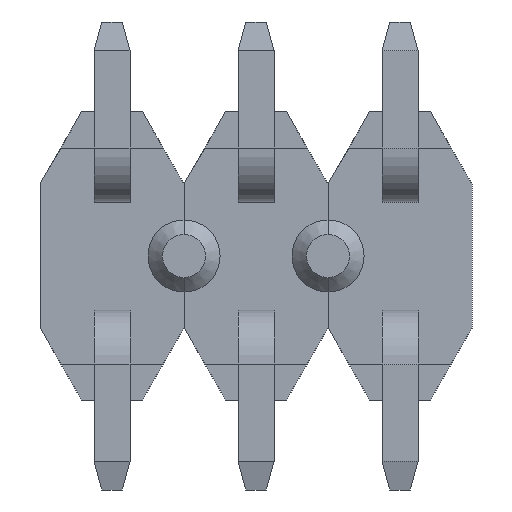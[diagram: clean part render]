
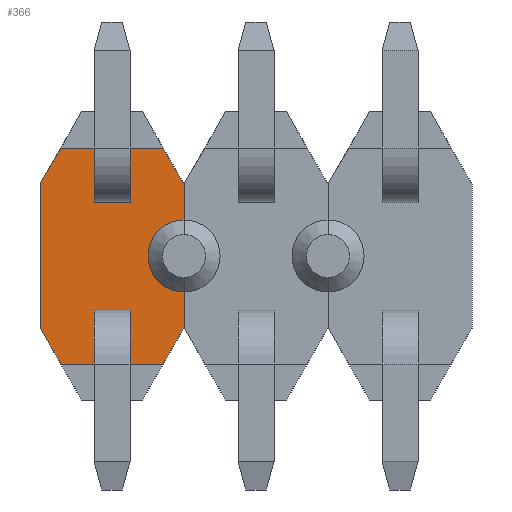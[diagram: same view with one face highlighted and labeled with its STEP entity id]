
A CAD part, front view. The second image highlights one B-rep face of the part: STEP entity #366.
In plain terms, the highlighted planar face has unit normal (0, -1, 0).
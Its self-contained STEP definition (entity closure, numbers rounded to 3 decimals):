
#3 = DIRECTION ( 'NONE',  ( 0., 0., -1. ) ) ;
#28 = CARTESIAN_POINT ( 'NONE',  ( -2.423, 1., 2. ) ) ;
#43 = FACE_OUTER_BOUND ( 'NONE', #2119, .T. ) ;
#58 = CARTESIAN_POINT ( 'NONE',  ( -2.25, 1., -1.25 ) ) ;
#70 = EDGE_CURVE ( 'NONE', #3098, #3153, #1963, .T. ) ;
#79 = ORIENTED_EDGE ( 'NONE', *, *, #70, .F. ) ;
#110 = EDGE_CURVE ( 'NONE', #704, #2142, #2321, .T. ) ;
#126 = VERTEX_POINT ( 'NONE', #2644 ) ;
#137 = DIRECTION ( 'NONE',  ( 0., 0., 1. ) ) ;
#153 = DIRECTION ( 'NONE',  ( 1., 0., 0. ) ) ;
#184 = VECTOR ( 'NONE', #153, 1000. ) ;
#198 = EDGE_CURVE ( 'NONE', #2142, #2364, #3407, .T. ) ;
#202 = LINE ( 'NONE', #3411, #955 ) ;
#204 = VERTEX_POINT ( 'NONE', #2856 ) ;
#206 = CARTESIAN_POINT ( 'NONE',  ( -1.75, 1., -1.25 ) ) ;
#258 = CARTESIAN_POINT ( 'NONE',  ( -2.25, 1., -1.25 ) ) ;
#283 = VECTOR ( 'NONE', #2082, 1000. ) ;
#294 = ORIENTED_EDGE ( 'NONE', *, *, #498, .F. ) ;
#320 = CARTESIAN_POINT ( 'NONE',  ( -3., 1., 1.5 ) ) ;
#366 = ADVANCED_FACE ( 'NONE', ( #43, #2867, #3307 ), #1704, .F. ) ;
#384 = ORIENTED_EDGE ( 'NONE', *, *, #3500, .F. ) ;
#418 = EDGE_CURVE ( 'NONE', #3293, #204, #1159, .T. ) ;
#441 = VERTEX_POINT ( 'NONE', #2614 ) ;
#480 = DIRECTION ( 'NONE',  ( 0., 0., 1. ) ) ;
#498 = EDGE_CURVE ( 'NONE', #2488, #1983, #2429, .T. ) ;
#615 = ORIENTED_EDGE ( 'NONE', *, *, #2306, .F. ) ;
#616 = CARTESIAN_POINT ( 'NONE',  ( -3., 1., 1.5 ) ) ;
#625 = VECTOR ( 'NONE', #3, 1000. ) ;
#665 = DIRECTION ( 'NONE',  ( -0.5, 0., 0.866 ) ) ;
#704 = VERTEX_POINT ( 'NONE', #2643 ) ;
#769 = CARTESIAN_POINT ( 'NONE',  ( -2.25, 1., 0.75 ) ) ;
#811 = VECTOR ( 'NONE', #3272, 1000. ) ;
#817 = ORIENTED_EDGE ( 'NONE', *, *, #1373, .F. ) ;
#818 = CARTESIAN_POINT ( 'NONE',  ( -1.75, 1., 0.75 ) ) ;
#850 = LINE ( 'NONE', #58, #811 ) ;
#869 = EDGE_CURVE ( 'NONE', #2831, #2824, #850, .T. ) ;
#882 = LINE ( 'NONE', #616, #2646 ) ;
#911 = LINE ( 'NONE', #3352, #2627 ) ;
#953 = DIRECTION ( 'NONE',  ( -1., 0., 0. ) ) ;
#955 = VECTOR ( 'NONE', #1014, 1000. ) ;
#1002 = DIRECTION ( 'NONE',  ( 1., 0., 0. ) ) ;
#1014 = DIRECTION ( 'NONE',  ( 0., 0., 1. ) ) ;
#1071 = CARTESIAN_POINT ( 'NONE',  ( -3., 1., -1. ) ) ;
#1159 = LINE ( 'NONE', #3342, #184 ) ;
#1222 = LINE ( 'NONE', #2857, #283 ) ;
#1236 = CARTESIAN_POINT ( 'NONE',  ( -3., 1., -1. ) ) ;
#1239 = CARTESIAN_POINT ( 'NONE',  ( -1.289, 1., 1.5 ) ) ;
#1317 = VECTOR ( 'NONE', #2721, 1000. ) ;
#1331 = VECTOR ( 'NONE', #1002, 1000. ) ;
#1373 = EDGE_CURVE ( 'NONE', #1799, #2364, #882, .T. ) ;
#1432 = DIRECTION ( 'NONE',  ( 0., 1., 0. ) ) ;
#1470 = EDGE_LOOP ( 'NONE', ( #3035, #2601, #79, #384 ) ) ;
#1495 = VECTOR ( 'NONE', #2773, 1000. ) ;
#1541 = CARTESIAN_POINT ( 'NONE',  ( -1.75, 1., -0.75 ) ) ;
#1556 = CARTESIAN_POINT ( 'NONE',  ( -1., 1., -1. ) ) ;
#1690 = CARTESIAN_POINT ( 'NONE',  ( -2.25, 1., -0.75 ) ) ;
#1699 = LINE ( 'NONE', #3304, #625 ) ;
#1704 = PLANE ( 'NONE',  #1729 ) ;
#1711 = CARTESIAN_POINT ( 'NONE',  ( -2.711, 1., 1.5 ) ) ;
#1729 = AXIS2_PLACEMENT_3D ( 'NONE', #320, #1432, #137 ) ;
#1770 = CARTESIAN_POINT ( 'NONE',  ( -2.25, 1., 1.25 ) ) ;
#1776 = CARTESIAN_POINT ( 'NONE',  ( -2.25, 1., -0.75 ) ) ;
#1799 = VERTEX_POINT ( 'NONE', #1711 ) ;
#1852 = LINE ( 'NONE', #28, #2975 ) ;
#1887 = ORIENTED_EDGE ( 'NONE', *, *, #3299, .T. ) ;
#1899 = VECTOR ( 'NONE', #2347, 1000. ) ;
#1906 = VECTOR ( 'NONE', #480, 1000. ) ;
#1931 = EDGE_CURVE ( 'NONE', #1983, #3461, #202, .T. ) ;
#1963 = LINE ( 'NONE', #1690, #1495 ) ;
#1983 = VERTEX_POINT ( 'NONE', #818 ) ;
#2010 = EDGE_CURVE ( 'NONE', #1799, #126, #1852, .T. ) ;
#2042 = CARTESIAN_POINT ( 'NONE',  ( -1., 1., 1. ) ) ;
#2043 = LINE ( 'NONE', #1770, #2909 ) ;
#2082 = DIRECTION ( 'NONE',  ( 0., 0., 1. ) ) ;
#2100 = ORIENTED_EDGE ( 'NONE', *, *, #2587, .T. ) ;
#2119 = EDGE_LOOP ( 'NONE', ( #1887, #2986, #2100, #3360, #2248, #817, #2408, #3445 ) ) ;
#2142 = VERTEX_POINT ( 'NONE', #3030 ) ;
#2143 = DIRECTION ( 'NONE',  ( -0.5, 0., -0.866 ) ) ;
#2155 = LINE ( 'NONE', #3305, #2464 ) ;
#2175 = CARTESIAN_POINT ( 'NONE',  ( -2.711, 1., -1.5 ) ) ;
#2248 = ORIENTED_EDGE ( 'NONE', *, *, #198, .T. ) ;
#2280 = DIRECTION ( 'NONE',  ( 0.5, 0., 0.866 ) ) ;
#2306 = EDGE_CURVE ( 'NONE', #3461, #441, #2043, .T. ) ;
#2310 = EDGE_CURVE ( 'NONE', #3454, #126, #1222, .T. ) ;
#2321 = LINE ( 'NONE', #1556, #1906 ) ;
#2337 = CARTESIAN_POINT ( 'NONE',  ( -1.75, 1., 1.25 ) ) ;
#2347 = DIRECTION ( 'NONE',  ( 0., 0., -1. ) ) ;
#2364 = VERTEX_POINT ( 'NONE', #1239 ) ;
#2384 = LINE ( 'NONE', #2940, #1899 ) ;
#2408 = ORIENTED_EDGE ( 'NONE', *, *, #2010, .T. ) ;
#2421 = EDGE_CURVE ( 'NONE', #441, #2488, #1699, .T. ) ;
#2429 = LINE ( 'NONE', #769, #1331 ) ;
#2464 = VECTOR ( 'NONE', #3045, 1000. ) ;
#2488 = VERTEX_POINT ( 'NONE', #3288 ) ;
#2587 = EDGE_CURVE ( 'NONE', #204, #704, #911, .T. ) ;
#2601 = ORIENTED_EDGE ( 'NONE', *, *, #3127, .F. ) ;
#2614 = CARTESIAN_POINT ( 'NONE',  ( -2.25, 1., 1.25 ) ) ;
#2627 = VECTOR ( 'NONE', #2280, 1000. ) ;
#2643 = CARTESIAN_POINT ( 'NONE',  ( -1., 1., -1. ) ) ;
#2644 = CARTESIAN_POINT ( 'NONE',  ( -3., 1., 1. ) ) ;
#2646 = VECTOR ( 'NONE', #3351, 1000. ) ;
#2685 = LINE ( 'NONE', #1071, #1317 ) ;
#2721 = DIRECTION ( 'NONE',  ( 0.5, 0., -0.866 ) ) ;
#2773 = DIRECTION ( 'NONE',  ( -1., 0., 0. ) ) ;
#2824 = VERTEX_POINT ( 'NONE', #206 ) ;
#2831 = VERTEX_POINT ( 'NONE', #258 ) ;
#2856 = CARTESIAN_POINT ( 'NONE',  ( -1.289, 1., -1.5 ) ) ;
#2857 = CARTESIAN_POINT ( 'NONE',  ( -3., 1., 1.5 ) ) ;
#2867 = FACE_BOUND ( 'NONE', #1470, .T. ) ;
#2909 = VECTOR ( 'NONE', #953, 1000. ) ;
#2923 = ORIENTED_EDGE ( 'NONE', *, *, #1931, .F. ) ;
#2940 = CARTESIAN_POINT ( 'NONE',  ( -2.25, 1., -0.75 ) ) ;
#2975 = VECTOR ( 'NONE', #2143, 1000. ) ;
#2986 = ORIENTED_EDGE ( 'NONE', *, *, #418, .T. ) ;
#3030 = CARTESIAN_POINT ( 'NONE',  ( -1., 1., 1. ) ) ;
#3035 = ORIENTED_EDGE ( 'NONE', *, *, #869, .F. ) ;
#3045 = DIRECTION ( 'NONE',  ( 0., 0., 1. ) ) ;
#3098 = VERTEX_POINT ( 'NONE', #1541 ) ;
#3127 = EDGE_CURVE ( 'NONE', #3153, #2831, #2384, .T. ) ;
#3153 = VERTEX_POINT ( 'NONE', #1776 ) ;
#3205 = ORIENTED_EDGE ( 'NONE', *, *, #2421, .F. ) ;
#3208 = EDGE_LOOP ( 'NONE', ( #294, #3205, #615, #2923 ) ) ;
#3272 = DIRECTION ( 'NONE',  ( 1., 0., 0. ) ) ;
#3288 = CARTESIAN_POINT ( 'NONE',  ( -2.25, 1., 0.75 ) ) ;
#3293 = VERTEX_POINT ( 'NONE', #2175 ) ;
#3299 = EDGE_CURVE ( 'NONE', #3454, #3293, #2685, .T. ) ;
#3304 = CARTESIAN_POINT ( 'NONE',  ( -2.25, 1., 1.25 ) ) ;
#3305 = CARTESIAN_POINT ( 'NONE',  ( -1.75, 1., -0.75 ) ) ;
#3307 = FACE_BOUND ( 'NONE', #3208, .T. ) ;
#3342 = CARTESIAN_POINT ( 'NONE',  ( -3., 1., -1.5 ) ) ;
#3351 = DIRECTION ( 'NONE',  ( 1., 0., 0. ) ) ;
#3352 = CARTESIAN_POINT ( 'NONE',  ( -1.577, 1., -2. ) ) ;
#3360 = ORIENTED_EDGE ( 'NONE', *, *, #110, .T. ) ;
#3407 = LINE ( 'NONE', #2042, #3494 ) ;
#3411 = CARTESIAN_POINT ( 'NONE',  ( -1.75, 1., 1.25 ) ) ;
#3445 = ORIENTED_EDGE ( 'NONE', *, *, #2310, .F. ) ;
#3454 = VERTEX_POINT ( 'NONE', #1236 ) ;
#3461 = VERTEX_POINT ( 'NONE', #2337 ) ;
#3494 = VECTOR ( 'NONE', #665, 1000. ) ;
#3500 = EDGE_CURVE ( 'NONE', #2824, #3098, #2155, .T. ) ;
